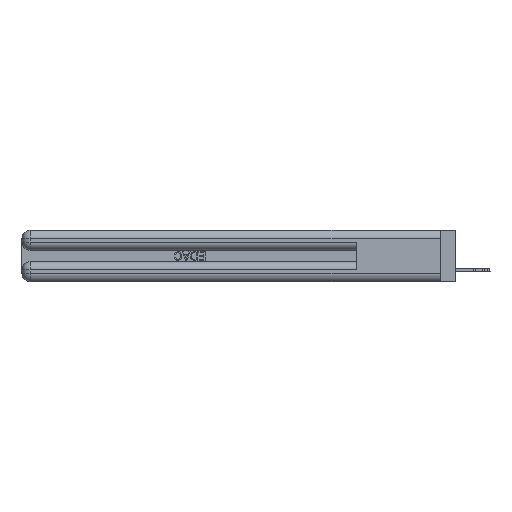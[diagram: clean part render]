
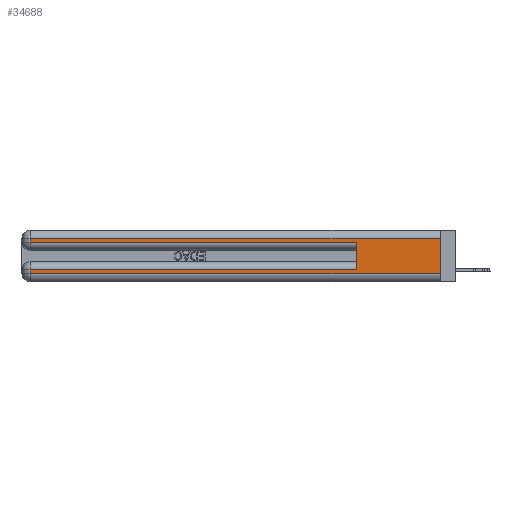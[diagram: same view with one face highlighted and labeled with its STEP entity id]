
A CAD part, left-side view. The second image highlights one B-rep face of the part: STEP entity #34688.
In plain terms, the highlighted planar face has unit normal (-1, 0, 0).
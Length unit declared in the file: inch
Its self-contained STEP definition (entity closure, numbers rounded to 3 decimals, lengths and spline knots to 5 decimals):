
#95 = DIRECTION ( 'NONE',  ( 1., 0., 0. ) ) ;
#156 = VERTEX_POINT ( 'NONE', #38371 ) ;
#1342 = VECTOR ( 'NONE', #42718, 39.37008 ) ;
#3837 = VERTEX_POINT ( 'NONE', #5210 ) ;
#5164 = EDGE_CURVE ( 'NONE', #36202, #40349, #35206, .T. ) ;
#5210 = CARTESIAN_POINT ( 'NONE',  ( 0., 0.6, 0.085 ) ) ;
#5447 = CARTESIAN_POINT ( 'NONE',  ( 0., 0., 0.37 ) ) ;
#7035 = ORIENTED_EDGE ( 'NONE', *, *, #44083, .F. ) ;
#7287 = VERTEX_POINT ( 'NONE', #7334 ) ;
#7334 = CARTESIAN_POINT ( 'NONE',  ( 0., 0.6, 0.285 ) ) ;
#9808 = EDGE_CURVE ( 'NONE', #36403, #7287, #10246, .T. ) ;
#10246 = LINE ( 'NONE', #39129, #1342 ) ;
#10290 = LINE ( 'NONE', #5447, #32547 ) ;
#10511 = EDGE_LOOP ( 'NONE', ( #32503, #46521, #25022, #40206, #7035, #48049, #35400, #12168 ) ) ;
#11723 = CARTESIAN_POINT ( 'NONE',  ( 0., 2.94, 0.37 ) ) ;
#12047 = VERTEX_POINT ( 'NONE', #31262 ) ;
#12168 = ORIENTED_EDGE ( 'NONE', *, *, #34291, .T. ) ;
#13132 = DIRECTION ( 'NONE',  ( 0., -1., 0. ) ) ;
#13322 = CARTESIAN_POINT ( 'NONE',  ( 0., 0., 0.31 ) ) ;
#15204 = CARTESIAN_POINT ( 'NONE',  ( 0., 2.94, 0.37 ) ) ;
#17745 = DIRECTION ( 'NONE',  ( 0., 1., 0. ) ) ;
#19990 = CARTESIAN_POINT ( 'NONE',  ( 0., 0., 0.06 ) ) ;
#21233 = AXIS2_PLACEMENT_3D ( 'NONE', #37313, #95, #41554 ) ;
#21784 = CARTESIAN_POINT ( 'NONE',  ( 0., 0., 0.085 ) ) ;
#23181 = DIRECTION ( 'NONE',  ( 0., 0., -1. ) ) ;
#23333 = VECTOR ( 'NONE', #23181, 39.37008 ) ;
#23556 = VECTOR ( 'NONE', #38060, 39.37008 ) ;
#25022 = ORIENTED_EDGE ( 'NONE', *, *, #28260, .T. ) ;
#25643 = LINE ( 'NONE', #19990, #37890 ) ;
#25804 = VECTOR ( 'NONE', #35746, 39.37008 ) ;
#26192 = PLANE ( 'NONE',  #21233 ) ;
#26361 = DIRECTION ( 'NONE',  ( 0., 0., 1. ) ) ;
#27105 = EDGE_CURVE ( 'NONE', #36202, #156, #10290, .T. ) ;
#28260 = EDGE_CURVE ( 'NONE', #40349, #36403, #41161, .T. ) ;
#29983 = CARTESIAN_POINT ( 'NONE',  ( 0., 0.6, 0.145 ) ) ;
#30716 = CARTESIAN_POINT ( 'NONE',  ( 0., 2.94, 0.085 ) ) ;
#31262 = CARTESIAN_POINT ( 'NONE',  ( 0., 2.94, 0.06 ) ) ;
#31825 = DIRECTION ( 'NONE',  ( 0., 0., -1. ) ) ;
#32503 = ORIENTED_EDGE ( 'NONE', *, *, #27105, .F. ) ;
#32547 = VECTOR ( 'NONE', #31825, 39.37008 ) ;
#32945 = EDGE_CURVE ( 'NONE', #33007, #12047, #46204, .T. ) ;
#33007 = VERTEX_POINT ( 'NONE', #30716 ) ;
#34291 = EDGE_CURVE ( 'NONE', #12047, #156, #25643, .T. ) ;
#34688 = ADVANCED_FACE ( 'NONE', ( #36732 ), #26192, .F. ) ;
#35206 = LINE ( 'NONE', #13322, #25804 ) ;
#35400 = ORIENTED_EDGE ( 'NONE', *, *, #32945, .T. ) ;
#35746 = DIRECTION ( 'NONE',  ( 0., 1., 0. ) ) ;
#35838 = VECTOR ( 'NONE', #17745, 39.37008 ) ;
#36202 = VERTEX_POINT ( 'NONE', #37167 ) ;
#36403 = VERTEX_POINT ( 'NONE', #39437 ) ;
#36732 = FACE_OUTER_BOUND ( 'NONE', #10511, .T. ) ;
#37167 = CARTESIAN_POINT ( 'NONE',  ( 0., 0., 0.31 ) ) ;
#37313 = CARTESIAN_POINT ( 'NONE',  ( 0., 0., 0.37 ) ) ;
#37890 = VECTOR ( 'NONE', #13132, 39.37008 ) ;
#38060 = DIRECTION ( 'NONE',  ( 0., 0., -1. ) ) ;
#38371 = CARTESIAN_POINT ( 'NONE',  ( 0., 0., 0.06 ) ) ;
#38377 = LINE ( 'NONE', #29983, #41893 ) ;
#39129 = CARTESIAN_POINT ( 'NONE',  ( 0., 0., 0.285 ) ) ;
#39437 = CARTESIAN_POINT ( 'NONE',  ( 0., 2.94, 0.285 ) ) ;
#40206 = ORIENTED_EDGE ( 'NONE', *, *, #9808, .T. ) ;
#40349 = VERTEX_POINT ( 'NONE', #41158 ) ;
#40719 = EDGE_CURVE ( 'NONE', #3837, #33007, #41630, .T. ) ;
#41158 = CARTESIAN_POINT ( 'NONE',  ( 0., 2.94, 0.31 ) ) ;
#41161 = LINE ( 'NONE', #11723, #23556 ) ;
#41554 = DIRECTION ( 'NONE',  ( 0., 0., -1. ) ) ;
#41630 = LINE ( 'NONE', #21784, #35838 ) ;
#41893 = VECTOR ( 'NONE', #26361, 39.37008 ) ;
#42718 = DIRECTION ( 'NONE',  ( 0., -1., 0. ) ) ;
#44083 = EDGE_CURVE ( 'NONE', #3837, #7287, #38377, .T. ) ;
#46204 = LINE ( 'NONE', #15204, #23333 ) ;
#46521 = ORIENTED_EDGE ( 'NONE', *, *, #5164, .T. ) ;
#48049 = ORIENTED_EDGE ( 'NONE', *, *, #40719, .T. ) ;
